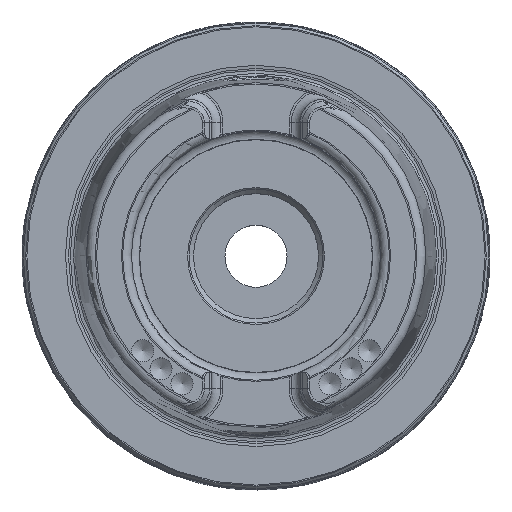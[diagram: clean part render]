
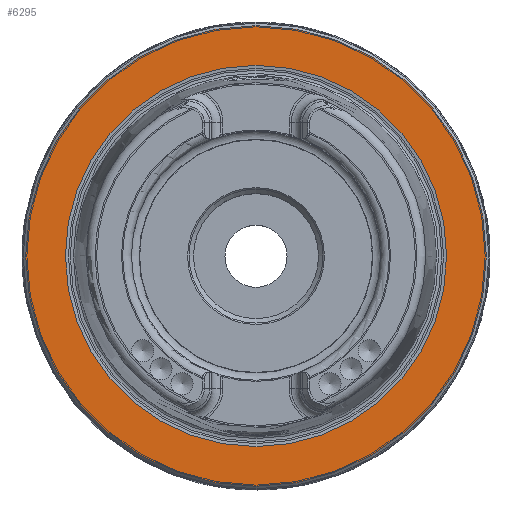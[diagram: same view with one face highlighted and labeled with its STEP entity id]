
A CAD part, top view. The second image highlights one B-rep face of the part: STEP entity #6295.
In plain terms, the highlighted planar face has unit normal (0, 0, 1).
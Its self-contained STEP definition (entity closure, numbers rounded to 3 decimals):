
#1581=ORIENTED_EDGE('',*,*,#2401,.T.);
#1582=ORIENTED_EDGE('',*,*,#2400,.F.);
#2400=EDGE_CURVE('',#2872,#2872,#3125,.T.);
#2401=EDGE_CURVE('',#2873,#2873,#3126,.T.);
#2872=VERTEX_POINT('',#10049);
#2873=VERTEX_POINT('',#10052);
#3125=CIRCLE('',#6786,25.782);
#3126=CIRCLE('',#6788,31.15);
#3457=EDGE_LOOP('',(#1581));
#3458=EDGE_LOOP('',(#1582));
#3881=FACE_BOUND('',#3457,.T.);
#3882=FACE_BOUND('',#3458,.T.);
#4079=PLANE('',#6787);
#6295=ADVANCED_FACE('',(#3881,#3882),#4079,.T.);
#6786=AXIS2_PLACEMENT_3D('',#10048,#7854,#7855);
#6787=AXIS2_PLACEMENT_3D('',#10050,#7856,#7857);
#6788=AXIS2_PLACEMENT_3D('',#10051,#7858,#7859);
#7854=DIRECTION('',(0.,0.,1.));
#7855=DIRECTION('',(1.,0.,0.));
#7856=DIRECTION('',(0.,0.,1.));
#7857=DIRECTION('',(1.,0.,0.));
#7858=DIRECTION('',(0.,0.,1.));
#7859=DIRECTION('',(1.,0.,0.));
#10048=CARTESIAN_POINT('',(0.,0.,0.2));
#10049=CARTESIAN_POINT('',(25.782,0.,0.2));
#10050=CARTESIAN_POINT('',(25.782,0.,0.2));
#10051=CARTESIAN_POINT('',(0.,0.,0.2));
#10052=CARTESIAN_POINT('',(31.15,0.,0.2));
